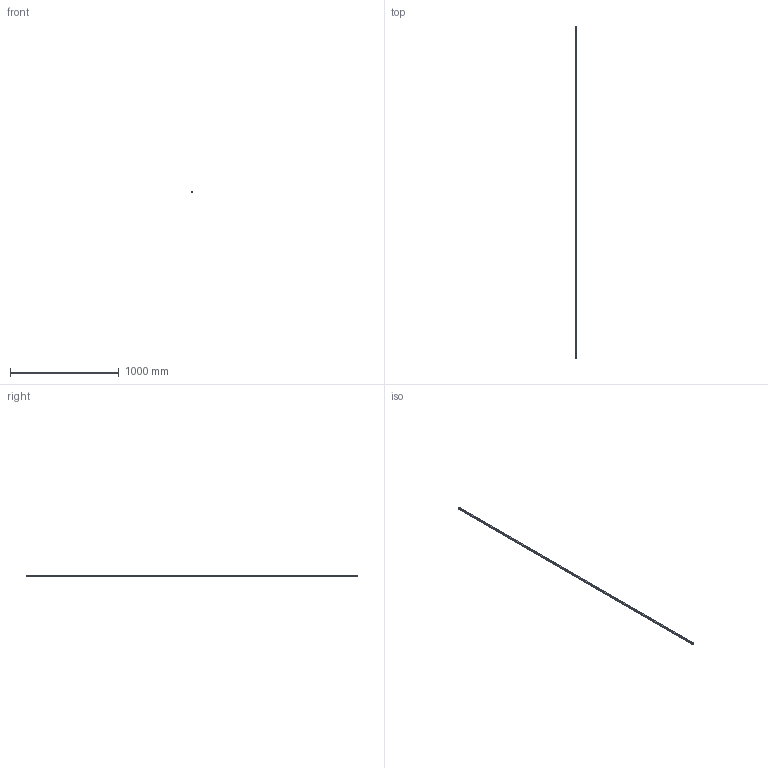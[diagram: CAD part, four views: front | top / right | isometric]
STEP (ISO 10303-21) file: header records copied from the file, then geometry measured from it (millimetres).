
FILE_DESCRIPTION(('STEP AP214'),'1');
FILE_NAME('cctmp_D1C1C91C-A549-4D4D-8C86-F1C07585ED63_2021_02_03_11_39_01_0903..stp','2021-02-03T10:39:02',('HIWIN GmbH'),('CADClick - www.CADClick.com'),'Spatial InterOp 3D',' ','unknown authorization');
FILE_SCHEMA(('AUTOMOTIVE_DESIGN'));
Length unit declared in the file: millimetre
Products named in the file (1): EGR15U3060C_FILE
Bounding box: 15 x 3060 x 12.5 mm (x, y, z)
Volume: 487460.8 mm3; surface area: 186329.7 mm2
Topology: 1 solids, 1 shells, 613 faces, 1515 edges, 1010 vertices
Faces by surface type: cylinder 324, plane 289
Entity records: 23529 total; most frequent: DIRECTION 3595, CARTESIAN_POINT 3139, ORIENTED_EDGE 3030, EDGE_CURVE 1515, AXIS2_PLACEMENT_3D 1466, VERTEX_POINT 1010, EDGE_LOOP 719, LINE 663
